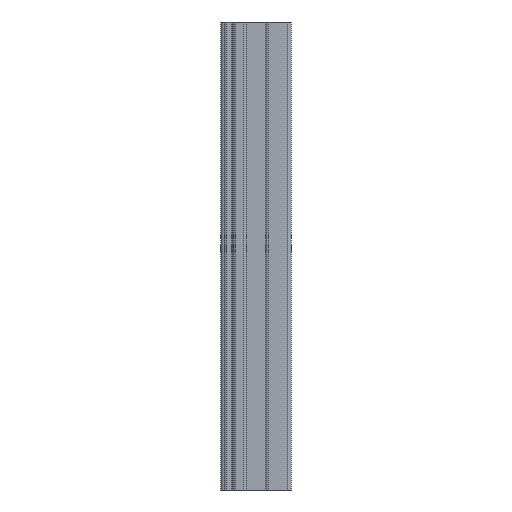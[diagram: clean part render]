
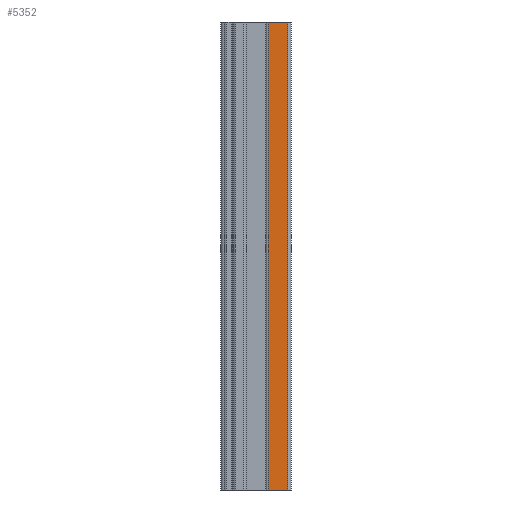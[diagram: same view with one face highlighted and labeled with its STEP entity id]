
A CAD part, left-side view. The second image highlights one B-rep face of the part: STEP entity #5352.
In plain terms, the highlighted planar face has unit normal (-1, 0, 0).
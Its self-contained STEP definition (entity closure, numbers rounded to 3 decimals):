
#202 = VECTOR ( 'NONE', #1939, 1000. ) ;
#401 = AXIS2_PLACEMENT_3D ( 'NONE', #2374, #2157, #4410 ) ;
#684 = VERTEX_POINT ( 'NONE', #2496 ) ;
#869 = CARTESIAN_POINT ( 'NONE',  ( 1427.142, 476.226, 200. ) ) ;
#873 = DIRECTION ( 'NONE',  ( 0., 0., -1. ) ) ;
#875 = CARTESIAN_POINT ( 'NONE',  ( 1427.142, 467.876, 0. ) ) ;
#886 = VERTEX_POINT ( 'NONE', #2166 ) ;
#903 = DIRECTION ( 'NONE',  ( 0., -1., 0. ) ) ;
#912 = VECTOR ( 'NONE', #873, 1000. ) ;
#917 = CARTESIAN_POINT ( 'NONE',  ( 1427.142, 476.226, 200. ) ) ;
#950 = EDGE_LOOP ( 'NONE', ( #3917, #3922, #3932, #3937 ) ) ;
#1054 = DIRECTION ( 'NONE',  ( 0., -1., 0. ) ) ;
#1057 = LINE ( 'NONE', #2065, #202 ) ;
#1319 = VECTOR ( 'NONE', #903, 1000. ) ;
#1328 = LINE ( 'NONE', #869, #912 ) ;
#1530 = LINE ( 'NONE', #917, #1319 ) ;
#1939 = DIRECTION ( 'NONE',  ( 0., 0., -1. ) ) ;
#2065 = CARTESIAN_POINT ( 'NONE',  ( 1427.142, 467.876, 200. ) ) ;
#2157 = DIRECTION ( 'NONE',  ( 1., 0., 0. ) ) ;
#2166 = CARTESIAN_POINT ( 'NONE',  ( 1427.142, 476.226, 200. ) ) ;
#2374 = CARTESIAN_POINT ( 'NONE',  ( 1427.142, 476.226, 200. ) ) ;
#2496 = CARTESIAN_POINT ( 'NONE',  ( 1427.142, 467.876, 200. ) ) ;
#2506 = CARTESIAN_POINT ( 'NONE',  ( 1427.142, 476.226, 0. ) ) ;
#2681 = VERTEX_POINT ( 'NONE', #875 ) ;
#2923 = VECTOR ( 'NONE', #1054, 1000. ) ;
#2986 = CARTESIAN_POINT ( 'NONE',  ( 1427.142, 476.226, 0. ) ) ;
#2991 = LINE ( 'NONE', #2986, #2923 ) ;
#3326 = VERTEX_POINT ( 'NONE', #2506 ) ;
#3396 = EDGE_CURVE ( 'NONE', #3326, #2681, #2991, .T. ) ;
#3917 = ORIENTED_EDGE ( 'NONE', *, *, #3396, .T. ) ;
#3922 = ORIENTED_EDGE ( 'NONE', *, *, #3966, .F. ) ;
#3932 = ORIENTED_EDGE ( 'NONE', *, *, #4120, .F. ) ;
#3937 = ORIENTED_EDGE ( 'NONE', *, *, #4139, .T. ) ;
#3966 = EDGE_CURVE ( 'NONE', #684, #2681, #1057, .T. ) ;
#4120 = EDGE_CURVE ( 'NONE', #886, #684, #1530, .T. ) ;
#4139 = EDGE_CURVE ( 'NONE', #886, #3326, #1328, .T. ) ;
#4410 = DIRECTION ( 'NONE',  ( 0., 1., 0. ) ) ;
#4834 = FACE_OUTER_BOUND ( 'NONE', #950, .T. ) ;
#5057 = PLANE ( 'NONE',  #401 ) ;
#5352 = ADVANCED_FACE ( 'NONE', ( #4834 ), #5057, .F. ) ;
